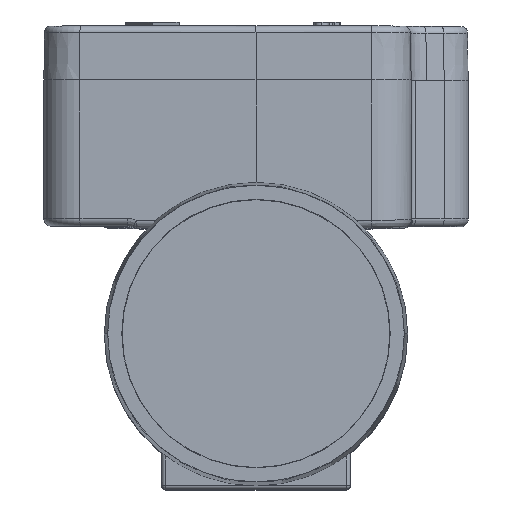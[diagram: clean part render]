
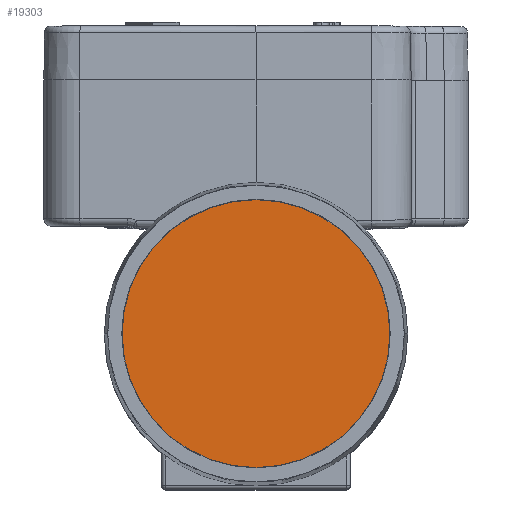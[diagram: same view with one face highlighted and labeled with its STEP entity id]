
A CAD part, top view. The second image highlights one B-rep face of the part: STEP entity #19303.
In plain terms, the highlighted planar face has unit normal (0, 0, 1).
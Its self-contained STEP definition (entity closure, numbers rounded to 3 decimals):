
#1138 = ORIENTED_EDGE ( 'NONE', *, *, #5546, .F. ) ;
#1437 = CIRCLE ( 'NONE', #29738, 9.928 ) ;
#2142 = CIRCLE ( 'NONE', #30462, 9.928 ) ;
#2809 = DIRECTION ( 'NONE',  ( 1., 0., 0. ) ) ;
#5546 = EDGE_CURVE ( 'NONE', #37165, #24814, #2142, .T. ) ;
#9096 = DIRECTION ( 'NONE',  ( 0., 0., -1. ) ) ;
#9229 = CARTESIAN_POINT ( 'NONE',  ( -9.928, 0., 38.3 ) ) ;
#9681 = FACE_OUTER_BOUND ( 'NONE', #22488, .T. ) ;
#12103 = DIRECTION ( 'NONE',  ( 1., 0., 0. ) ) ;
#12291 = PLANE ( 'NONE',  #29241 ) ;
#12408 = CARTESIAN_POINT ( 'NONE',  ( 9.928, 0., 38.3 ) ) ;
#18566 = CARTESIAN_POINT ( 'NONE',  ( 0., 0., 38.3 ) ) ;
#19303 = ADVANCED_FACE ( 'NONE', ( #9681 ), #12291, .T. ) ;
#22488 = EDGE_LOOP ( 'NONE', ( #1138, #27281 ) ) ;
#24814 = VERTEX_POINT ( 'NONE', #9229 ) ;
#26379 = CARTESIAN_POINT ( 'NONE',  ( 0., 0., 38.3 ) ) ;
#27281 = ORIENTED_EDGE ( 'NONE', *, *, #31725, .F. ) ;
#28906 = CARTESIAN_POINT ( 'NONE',  ( 0., 10.4, 38.3 ) ) ;
#29241 = AXIS2_PLACEMENT_3D ( 'NONE', #28906, #42333, #29760 ) ;
#29738 = AXIS2_PLACEMENT_3D ( 'NONE', #18566, #32203, #12103 ) ;
#29760 = DIRECTION ( 'NONE',  ( 1., 0., 0. ) ) ;
#30462 = AXIS2_PLACEMENT_3D ( 'NONE', #26379, #9096, #2809 ) ;
#31725 = EDGE_CURVE ( 'NONE', #24814, #37165, #1437, .T. ) ;
#32203 = DIRECTION ( 'NONE',  ( 0., 0., -1. ) ) ;
#37165 = VERTEX_POINT ( 'NONE', #12408 ) ;
#42333 = DIRECTION ( 'NONE',  ( 0., 0., 1. ) ) ;
